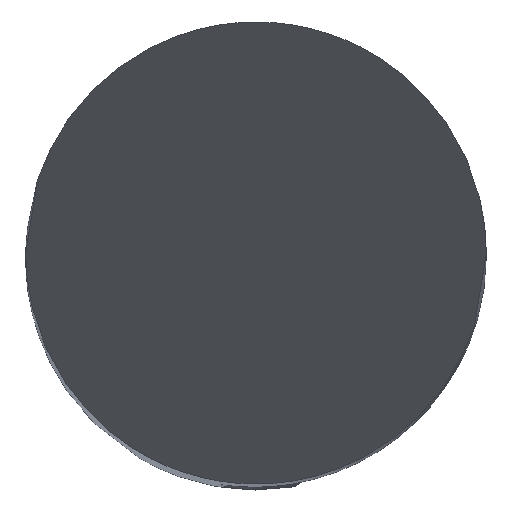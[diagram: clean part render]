
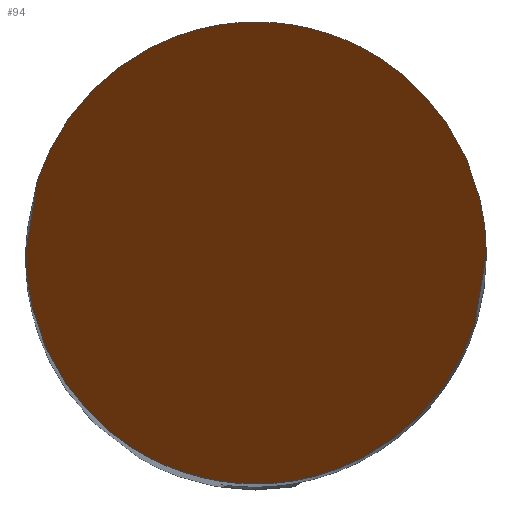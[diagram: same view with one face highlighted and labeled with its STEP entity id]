
A CAD part, top view. The second image highlights one B-rep face of the part: STEP entity #94.
In plain terms, the highlighted planar face has unit normal (0, -0.866, 0.5).
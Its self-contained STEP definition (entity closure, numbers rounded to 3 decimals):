
#46=PLANE('',#583);
#94=ADVANCED_FACE('',(#132),#46,.T.);
#132=FACE_OUTER_BOUND('',#162,.T.);
#162=EDGE_LOOP('',(#307,#308));
#307=ORIENTED_EDGE('',*,*,#446,.F.);
#308=ORIENTED_EDGE('',*,*,#480,.F.);
#398=VERTEX_POINT('',#816);
#399=VERTEX_POINT('',#821);
#446=EDGE_CURVE('',#398,#399,#521,.T.);
#480=EDGE_CURVE('',#399,#398,#524,.T.);
#521=(
BOUNDED_CURVE()
B_SPLINE_CURVE(3,(#817,#818,#819,#820),.UNSPECIFIED.,.F.,.F.)
B_SPLINE_CURVE_WITH_KNOTS((4,4),(0.,1.),.UNSPECIFIED.)
CURVE()
GEOMETRIC_REPRESENTATION_ITEM()
RATIONAL_B_SPLINE_CURVE((1.,0.333,0.333,1.))
REPRESENTATION_ITEM('')
);
#524=(
BOUNDED_CURVE()
B_SPLINE_CURVE(3,(#986,#987,#988,#989),.UNSPECIFIED.,.F.,.F.)
B_SPLINE_CURVE_WITH_KNOTS((4,4),(0.,1.),.UNSPECIFIED.)
CURVE()
GEOMETRIC_REPRESENTATION_ITEM()
RATIONAL_B_SPLINE_CURVE((1.,0.333,0.333,1.))
REPRESENTATION_ITEM('')
);
#583=AXIS2_PLACEMENT_3D('',#1035,#661,#662);
#661=DIRECTION('',(0.,-0.866,0.5));
#662=DIRECTION('',(0.,0.5,0.866));
#816=CARTESIAN_POINT('',(2.5,0.,0.));
#817=CARTESIAN_POINT('',(2.5,0.,0.));
#818=CARTESIAN_POINT('',(2.5,-5.,-8.66));
#819=CARTESIAN_POINT('',(-2.5,-5.,-8.66));
#820=CARTESIAN_POINT('',(-2.5,0.,0.));
#821=CARTESIAN_POINT('',(-2.5,0.,0.));
#986=CARTESIAN_POINT('',(-2.5,0.,0.));
#987=CARTESIAN_POINT('',(-2.5,5.,8.66));
#988=CARTESIAN_POINT('',(2.5,5.,8.66));
#989=CARTESIAN_POINT('',(2.5,0.,0.));
#1035=CARTESIAN_POINT('',(62.019,2.5,4.33));
